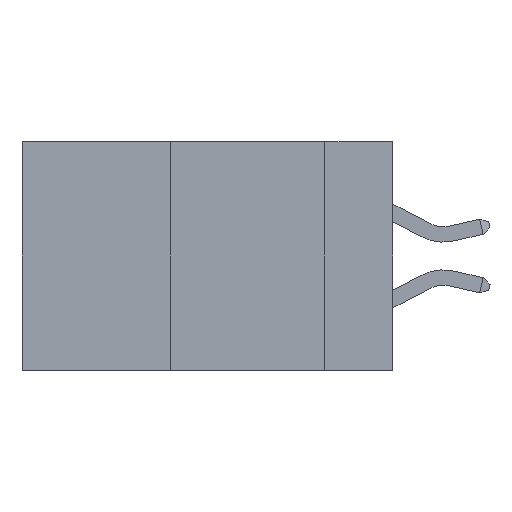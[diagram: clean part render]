
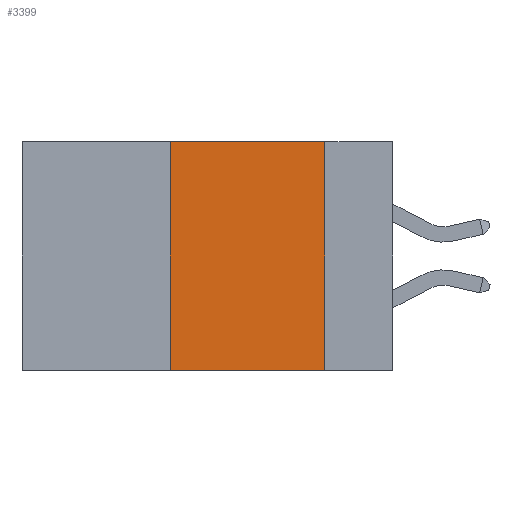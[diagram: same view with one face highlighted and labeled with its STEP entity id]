
A CAD part, left-side view. The second image highlights one B-rep face of the part: STEP entity #3399.
In plain terms, the highlighted planar face has unit normal (-1, 0, 0).
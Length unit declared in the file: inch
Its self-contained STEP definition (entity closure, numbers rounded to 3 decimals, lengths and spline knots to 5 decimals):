
#575 = CARTESIAN_POINT ( 'NONE',  ( 0., 0.11, 0. ) ) ;
#882 = FACE_OUTER_BOUND ( 'NONE', #18423, .T. ) ;
#991 = DIRECTION ( 'NONE',  ( 0., -1., 0. ) ) ;
#1448 = AXIS2_PLACEMENT_3D ( 'NONE', #3357, #18871, #9730 ) ;
#1685 = EDGE_CURVE ( 'NONE', #17516, #15652, #14218, .T. ) ;
#1953 = VECTOR ( 'NONE', #14796, 39.37008 ) ;
#3357 = CARTESIAN_POINT ( 'NONE',  ( 0., 0.6, 0. ) ) ;
#3399 = ADVANCED_FACE ( 'NONE', ( #882 ), #8170, .F. ) ;
#6047 = VECTOR ( 'NONE', #11031, 39.37008 ) ;
#7107 = ORIENTED_EDGE ( 'NONE', *, *, #17579, .F. ) ;
#8083 = ORIENTED_EDGE ( 'NONE', *, *, #19919, .T. ) ;
#8170 = PLANE ( 'NONE',  #1448 ) ;
#8615 = VERTEX_POINT ( 'NONE', #13624 ) ;
#9000 = CARTESIAN_POINT ( 'NONE',  ( 0., 0.6, -0.37 ) ) ;
#9730 = DIRECTION ( 'NONE',  ( 0., 0., -1. ) ) ;
#10515 = CARTESIAN_POINT ( 'NONE',  ( 0., 0.11, 0. ) ) ;
#11031 = DIRECTION ( 'NONE',  ( 0., 0., -1. ) ) ;
#11309 = VERTEX_POINT ( 'NONE', #19444 ) ;
#12231 = DIRECTION ( 'NONE',  ( 0., 0., 1. ) ) ;
#12367 = EDGE_CURVE ( 'NONE', #8615, #11309, #15609, .T. ) ;
#13326 = CARTESIAN_POINT ( 'NONE',  ( 0., 0.6, 0. ) ) ;
#13624 = CARTESIAN_POINT ( 'NONE',  ( 0., 0.36, -0.37 ) ) ;
#14218 = LINE ( 'NONE', #10515, #6047 ) ;
#14782 = ORIENTED_EDGE ( 'NONE', *, *, #1685, .F. ) ;
#14796 = DIRECTION ( 'NONE',  ( 0., -1., 0. ) ) ;
#15167 = CARTESIAN_POINT ( 'NONE',  ( 0., 0.36, 0. ) ) ;
#15252 = ORIENTED_EDGE ( 'NONE', *, *, #12367, .F. ) ;
#15609 = LINE ( 'NONE', #15167, #19219 ) ;
#15652 = VERTEX_POINT ( 'NONE', #19555 ) ;
#16034 = VECTOR ( 'NONE', #991, 39.37008 ) ;
#16517 = LINE ( 'NONE', #9000, #16034 ) ;
#17516 = VERTEX_POINT ( 'NONE', #575 ) ;
#17579 = EDGE_CURVE ( 'NONE', #11309, #17516, #18076, .T. ) ;
#18076 = LINE ( 'NONE', #13326, #1953 ) ;
#18423 = EDGE_LOOP ( 'NONE', ( #14782, #7107, #15252, #8083 ) ) ;
#18871 = DIRECTION ( 'NONE',  ( 1., 0., 0. ) ) ;
#19219 = VECTOR ( 'NONE', #12231, 39.37008 ) ;
#19444 = CARTESIAN_POINT ( 'NONE',  ( 0., 0.36, 0. ) ) ;
#19555 = CARTESIAN_POINT ( 'NONE',  ( 0., 0.11, -0.37 ) ) ;
#19919 = EDGE_CURVE ( 'NONE', #8615, #15652, #16517, .T. ) ;
